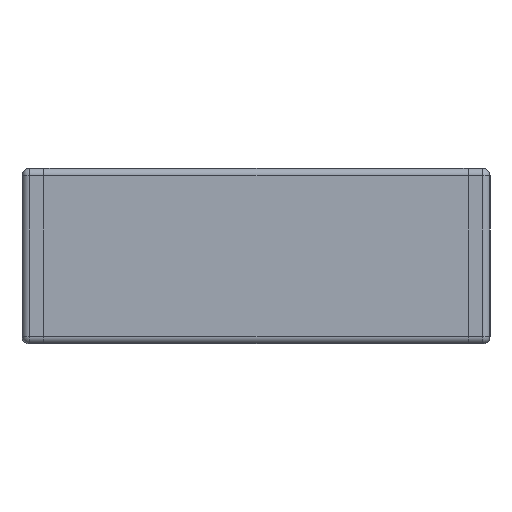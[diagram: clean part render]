
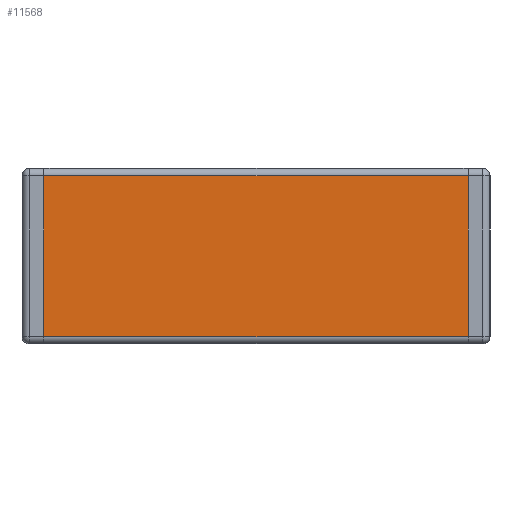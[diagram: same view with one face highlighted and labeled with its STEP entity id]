
A CAD part, left-side view. The second image highlights one B-rep face of the part: STEP entity #11568.
In plain terms, the highlighted planar face has unit normal (-1, 0, 0).
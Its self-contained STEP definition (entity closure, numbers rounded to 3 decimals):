
#319 = LINE ( 'NONE', #5513, #1704 ) ;
#785 = CARTESIAN_POINT ( 'NONE',  ( -1.6, -0.725, 0. ) ) ;
#1427 = VERTEX_POINT ( 'NONE', #15035 ) ;
#1704 = VECTOR ( 'NONE', #10735, 1000. ) ;
#1827 = DIRECTION ( 'NONE',  ( 0., -1., 0. ) ) ;
#1842 = EDGE_CURVE ( 'NONE', #6651, #5669, #8461, .T. ) ;
#2141 = ORIENTED_EDGE ( 'NONE', *, *, #5762, .T. ) ;
#2964 = AXIS2_PLACEMENT_3D ( 'NONE', #13664, #15055, #8583 ) ;
#5513 = CARTESIAN_POINT ( 'NONE',  ( -1.6, 0.5, 0.575 ) ) ;
#5669 = VERTEX_POINT ( 'NONE', #9608 ) ;
#5762 = EDGE_CURVE ( 'NONE', #12820, #5669, #319, .T. ) ;
#6651 = VERTEX_POINT ( 'NONE', #13463 ) ;
#6759 = ORIENTED_EDGE ( 'NONE', *, *, #13743, .T. ) ;
#6911 = CARTESIAN_POINT ( 'NONE',  ( -1.6, 0.8, 0.025 ) ) ;
#6922 = DIRECTION ( 'NONE',  ( 0., 0., 1. ) ) ;
#7389 = FACE_OUTER_BOUND ( 'NONE', #7949, .T. ) ;
#7417 = ORIENTED_EDGE ( 'NONE', *, *, #14824, .T. ) ;
#7864 = VECTOR ( 'NONE', #16276, 1000. ) ;
#7949 = EDGE_LOOP ( 'NONE', ( #6759, #2141, #12771, #7417 ) ) ;
#8461 = LINE ( 'NONE', #9492, #14255 ) ;
#8583 = DIRECTION ( 'NONE',  ( 0., 0., 1. ) ) ;
#9492 = CARTESIAN_POINT ( 'NONE',  ( -1.6, 0.725, 0. ) ) ;
#9608 = CARTESIAN_POINT ( 'NONE',  ( -1.6, 0.725, 0.575 ) ) ;
#10735 = DIRECTION ( 'NONE',  ( 0., 1., 0. ) ) ;
#11356 = PLANE ( 'NONE',  #2964 ) ;
#11568 = ADVANCED_FACE ( 'NONE', ( #7389 ), #11356, .T. ) ;
#11772 = VECTOR ( 'NONE', #1827, 1000. ) ;
#12771 = ORIENTED_EDGE ( 'NONE', *, *, #1842, .F. ) ;
#12820 = VERTEX_POINT ( 'NONE', #16275 ) ;
#13463 = CARTESIAN_POINT ( 'NONE',  ( -1.6, 0.725, 0.025 ) ) ;
#13522 = LINE ( 'NONE', #6911, #11772 ) ;
#13664 = CARTESIAN_POINT ( 'NONE',  ( -1.6, 0.5, 0.55 ) ) ;
#13743 = EDGE_CURVE ( 'NONE', #1427, #12820, #16190, .T. ) ;
#14255 = VECTOR ( 'NONE', #6922, 1000. ) ;
#14824 = EDGE_CURVE ( 'NONE', #6651, #1427, #13522, .T. ) ;
#15035 = CARTESIAN_POINT ( 'NONE',  ( -1.6, -0.725, 0.025 ) ) ;
#15055 = DIRECTION ( 'NONE',  ( -1., 0., 0. ) ) ;
#16190 = LINE ( 'NONE', #785, #7864 ) ;
#16275 = CARTESIAN_POINT ( 'NONE',  ( -1.6, -0.725, 0.575 ) ) ;
#16276 = DIRECTION ( 'NONE',  ( 0., 0., 1. ) ) ;
